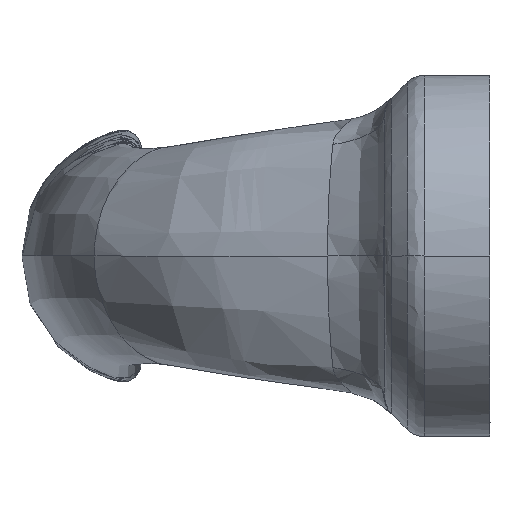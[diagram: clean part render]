
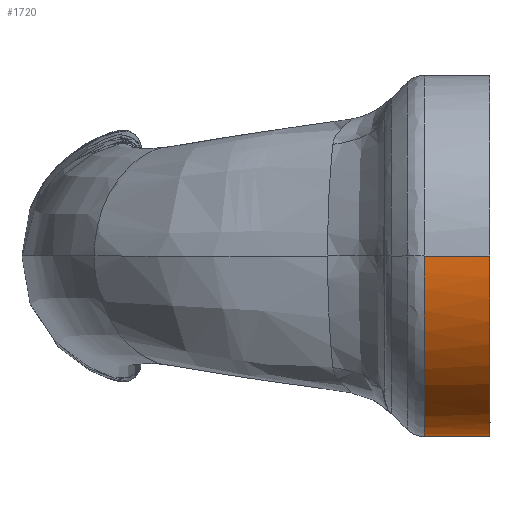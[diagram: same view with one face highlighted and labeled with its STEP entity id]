
A CAD part, left-side view. The second image highlights one B-rep face of the part: STEP entity #1720.
In plain terms, the highlighted free-form (B-spline) face has degree [3, 1] with [8, 2] control points.
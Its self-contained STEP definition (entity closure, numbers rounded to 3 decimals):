
#74=B_SPLINE_SURFACE_WITH_KNOTS('',3,1,((#12670,#12671),(#12672,#12673),
(#12674,#12675),(#12676,#12677),(#12678,#12679),(#12680,#12681),(#12682,
#12683),(#12684,#12685)),.UNSPECIFIED.,.F.,.F.,.F.,(4,1,1,1,1,4),(2,2),
(0.,0.245,0.429,0.612,0.796,
1.),(0.,0.33),.UNSPECIFIED.);
#128=LINE('',#12565,#169);
#131=LINE('',#12669,#172);
#169=VECTOR('',#1902,2.736);
#172=VECTOR('',#1907,2.736);
#276=FACE_OUTER_BOUND('',#370,.T.);
#370=EDGE_LOOP('',(#1431,#1432,#1433,#1434));
#526=B_SPLINE_CURVE_WITH_KNOTS('',3,(#10140,#10141,#10142,#10143,#10144,
#10145,#10146,#10147),.UNSPECIFIED.,.F.,.F.,(4,1,1,1,1,4),(-1.,-0.796,
-0.612,-0.429,-0.245,0.),
 .UNSPECIFIED.);
#566=B_SPLINE_CURVE_WITH_KNOTS('',3,(#12686,#12687,#12688,#12689,#12690,
#12691,#12692,#12693,#12694,#12695,#12696),.UNSPECIFIED.,.F.,.F.,(4,1,1,
1,1,1,1,1,4),(0.,0.016,0.061,0.194,
0.459,0.788,0.953,0.985,
1.),.UNSPECIFIED.);
#729=VERTEX_POINT('',#10130);
#730=VERTEX_POINT('',#10139);
#768=VERTEX_POINT('',#12563);
#770=VERTEX_POINT('',#12586);
#951=EDGE_CURVE('',#730,#729,#526,.T.);
#1007=EDGE_CURVE('',#768,#730,#128,.T.);
#1011=EDGE_CURVE('',#770,#729,#131,.T.);
#1012=EDGE_CURVE('',#768,#770,#566,.T.);
#1431=ORIENTED_EDGE('',*,*,#1012,.F.);
#1432=ORIENTED_EDGE('',*,*,#1007,.T.);
#1433=ORIENTED_EDGE('',*,*,#951,.T.);
#1434=ORIENTED_EDGE('',*,*,#1011,.F.);
#1720=ADVANCED_FACE('',(#276),#74,.F.);
#1902=DIRECTION('',(0.,-1.,0.));
#1907=DIRECTION('',(0.,-1.,0.));
#10130=CARTESIAN_POINT('',(103.25,-69.5,0.));
#10139=CARTESIAN_POINT('',(110.75,-69.5,-7.5));
#10140=CARTESIAN_POINT('Ctrl Pts',(110.75,-69.5,-7.5));
#10141=CARTESIAN_POINT('Ctrl Pts',(109.949,-69.5,-7.5));
#10142=CARTESIAN_POINT('Ctrl Pts',(108.426,-69.5,-7.253));
#10143=CARTESIAN_POINT('Ctrl Pts',(106.399,-69.5,-6.237));
#10144=CARTESIAN_POINT('Ctrl Pts',(104.805,-69.5,-4.741));
#10145=CARTESIAN_POINT('Ctrl Pts',(103.578,-69.5,-2.644));
#10146=CARTESIAN_POINT('Ctrl Pts',(103.25,-69.5,-0.962));
#10147=CARTESIAN_POINT('Ctrl Pts',(103.25,-69.5,0.));
#12563=CARTESIAN_POINT('',(110.75,-66.764,-7.5));
#12565=CARTESIAN_POINT('',(110.75,-66.764,-7.5));
#12586=CARTESIAN_POINT('',(103.25,-66.764,0.));
#12669=CARTESIAN_POINT('',(103.25,-68.124,0.));
#12670=CARTESIAN_POINT('Ctrl Pts',(103.25,-69.5,0.));
#12671=CARTESIAN_POINT('Ctrl Pts',(103.25,-66.197,0.));
#12672=CARTESIAN_POINT('Ctrl Pts',(103.25,-69.5,-0.962));
#12673=CARTESIAN_POINT('Ctrl Pts',(103.25,-66.197,-0.962));
#12674=CARTESIAN_POINT('Ctrl Pts',(103.578,-69.5,-2.644));
#12675=CARTESIAN_POINT('Ctrl Pts',(103.578,-66.197,-2.644));
#12676=CARTESIAN_POINT('Ctrl Pts',(104.805,-69.5,-4.741));
#12677=CARTESIAN_POINT('Ctrl Pts',(104.805,-66.197,-4.741));
#12678=CARTESIAN_POINT('Ctrl Pts',(106.399,-69.5,-6.237));
#12679=CARTESIAN_POINT('Ctrl Pts',(106.399,-66.197,-6.237));
#12680=CARTESIAN_POINT('Ctrl Pts',(108.426,-69.5,-7.253));
#12681=CARTESIAN_POINT('Ctrl Pts',(108.426,-66.197,-7.253));
#12682=CARTESIAN_POINT('Ctrl Pts',(109.949,-69.5,-7.5));
#12683=CARTESIAN_POINT('Ctrl Pts',(109.949,-66.197,-7.5));
#12684=CARTESIAN_POINT('Ctrl Pts',(110.75,-69.5,-7.5));
#12685=CARTESIAN_POINT('Ctrl Pts',(110.75,-66.197,-7.5));
#12686=CARTESIAN_POINT('Ctrl Pts',(110.75,-66.764,-7.5));
#12687=CARTESIAN_POINT('Ctrl Pts',(110.686,-66.764,-7.5));
#12688=CARTESIAN_POINT('Ctrl Pts',(110.443,-66.764,-7.497));
#12689=CARTESIAN_POINT('Ctrl Pts',(109.696,-66.762,-7.451));
#12690=CARTESIAN_POINT('Ctrl Pts',(107.964,-66.768,-7.104));
#12691=CARTESIAN_POINT('Ctrl Pts',(105.437,-66.763,-5.674));
#12692=CARTESIAN_POINT('Ctrl Pts',(103.708,-66.767,-3.114));
#12693=CARTESIAN_POINT('Ctrl Pts',(103.293,-66.762,-1.075));
#12694=CARTESIAN_POINT('Ctrl Pts',(103.252,-66.765,-0.247));
#12695=CARTESIAN_POINT('Ctrl Pts',(103.25,-66.764,-0.06));
#12696=CARTESIAN_POINT('Ctrl Pts',(103.25,-66.764,0.));
